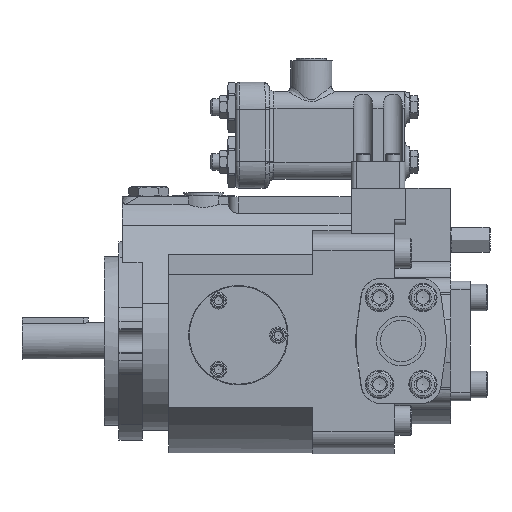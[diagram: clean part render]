
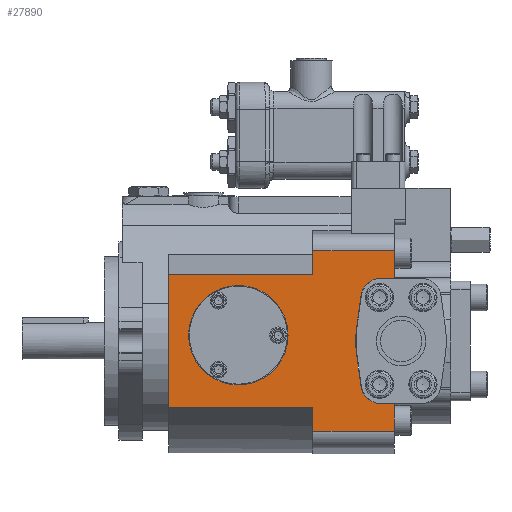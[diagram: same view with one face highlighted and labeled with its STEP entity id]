
A CAD part, left-side view. The second image highlights one B-rep face of the part: STEP entity #27890.
In plain terms, the highlighted planar face has unit normal (-1, 0, 0).
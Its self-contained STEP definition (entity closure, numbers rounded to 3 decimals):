
#1408=CIRCLE('',#29215,30.);
#1455=CIRCLE('',#29297,12.);
#1456=CIRCLE('',#29298,60.);
#1457=CIRCLE('',#29299,12.);
#2537=ORIENTED_EDGE('',*,*,#7815,.F.);
#2538=ORIENTED_EDGE('',*,*,#7902,.F.);
#2539=ORIENTED_EDGE('',*,*,#7891,.F.);
#2540=ORIENTED_EDGE('',*,*,#7909,.T.);
#2541=ORIENTED_EDGE('',*,*,#7942,.T.);
#2542=ORIENTED_EDGE('',*,*,#7940,.T.);
#2543=ORIENTED_EDGE('',*,*,#7943,.F.);
#2544=ORIENTED_EDGE('',*,*,#7944,.T.);
#2545=ORIENTED_EDGE('',*,*,#7945,.T.);
#2546=ORIENTED_EDGE('',*,*,#7946,.T.);
#2547=ORIENTED_EDGE('',*,*,#7947,.T.);
#2548=ORIENTED_EDGE('',*,*,#7948,.T.);
#2549=ORIENTED_EDGE('',*,*,#7949,.T.);
#2550=ORIENTED_EDGE('',*,*,#7950,.T.);
#2551=ORIENTED_EDGE('',*,*,#7951,.F.);
#2552=ORIENTED_EDGE('',*,*,#7952,.F.);
#2553=ORIENTED_EDGE('',*,*,#7953,.T.);
#7815=EDGE_CURVE('',#10553,#10553,#1408,.T.);
#7891=EDGE_CURVE('',#10607,#10608,#12468,.T.);
#7902=EDGE_CURVE('',#10608,#10617,#12477,.T.);
#7909=EDGE_CURVE('',#10607,#10622,#12481,.T.);
#7940=EDGE_CURVE('',#10644,#10643,#12502,.T.);
#7942=EDGE_CURVE('',#10622,#10644,#12503,.T.);
#7943=EDGE_CURVE('',#10645,#10643,#12504,.T.);
#7944=EDGE_CURVE('',#10645,#10646,#12505,.T.);
#7945=EDGE_CURVE('',#10646,#10647,#1455,.T.);
#7946=EDGE_CURVE('',#10647,#10648,#12506,.T.);
#7947=EDGE_CURVE('',#10648,#10649,#1456,.T.);
#7948=EDGE_CURVE('',#10649,#10650,#12507,.T.);
#7949=EDGE_CURVE('',#10650,#10651,#1457,.T.);
#7950=EDGE_CURVE('',#10651,#10652,#12508,.T.);
#7951=EDGE_CURVE('',#10653,#10652,#12509,.T.);
#7952=EDGE_CURVE('',#10654,#10653,#12510,.T.);
#7953=EDGE_CURVE('',#10654,#10617,#12511,.T.);
#10553=VERTEX_POINT('',#36841);
#10607=VERTEX_POINT('',#36995);
#10608=VERTEX_POINT('',#36996);
#10617=VERTEX_POINT('',#37018);
#10622=VERTEX_POINT('',#37030);
#10643=VERTEX_POINT('',#37089);
#10644=VERTEX_POINT('',#37091);
#10645=VERTEX_POINT('',#37096);
#10646=VERTEX_POINT('',#37098);
#10647=VERTEX_POINT('',#37100);
#10648=VERTEX_POINT('',#37102);
#10649=VERTEX_POINT('',#37104);
#10650=VERTEX_POINT('',#37106);
#10651=VERTEX_POINT('',#37108);
#10652=VERTEX_POINT('',#37110);
#10653=VERTEX_POINT('',#37112);
#10654=VERTEX_POINT('',#37114);
#12468=LINE('',#36994,#13613);
#12477=LINE('',#37017,#13622);
#12481=LINE('',#37031,#13626);
#12502=LINE('',#37090,#13647);
#12503=LINE('',#37094,#13648);
#12504=LINE('',#37095,#13649);
#12505=LINE('',#37097,#13650);
#12506=LINE('',#37101,#13651);
#12507=LINE('',#37105,#13652);
#12508=LINE('',#37109,#13653);
#12509=LINE('',#37111,#13654);
#12510=LINE('',#37113,#13655);
#12511=LINE('',#37115,#13656);
#13613=VECTOR('',#31516,1000.);
#13622=VECTOR('',#31533,1000.);
#13626=VECTOR('',#31545,1000.);
#13647=VECTOR('',#31600,1000.);
#13648=VECTOR('',#31605,1000.);
#13649=VECTOR('',#31606,1000.);
#13650=VECTOR('',#31607,1000.);
#13651=VECTOR('',#31610,1000.);
#13652=VECTOR('',#31613,1000.);
#13653=VECTOR('',#31616,1000.);
#13654=VECTOR('',#31617,1000.);
#13655=VECTOR('',#31618,1000.);
#13656=VECTOR('',#31619,1000.);
#14751=EDGE_LOOP('',(#2537));
#14752=EDGE_LOOP('',(#2538,#2539,#2540,#2541,#2542,#2543,#2544,#2545,#2546,
#2547,#2548,#2549,#2550,#2551,#2552,#2553));
#16455=FACE_BOUND('',#14751,.T.);
#16456=FACE_BOUND('',#14752,.T.);
#18146=PLANE('',#29296);
#27890=ADVANCED_FACE('',(#16455,#16456),#18146,.T.);
#29215=AXIS2_PLACEMENT_3D('',#36840,#31361,#31362);
#29296=AXIS2_PLACEMENT_3D('',#37093,#31603,#31604);
#29297=AXIS2_PLACEMENT_3D('',#37099,#31608,#31609);
#29298=AXIS2_PLACEMENT_3D('',#37103,#31611,#31612);
#29299=AXIS2_PLACEMENT_3D('',#37107,#31614,#31615);
#31361=DIRECTION('',(-1.,0.,0.));
#31362=DIRECTION('',(0.,0.,1.));
#31516=DIRECTION('',(0.,0.,1.));
#31533=DIRECTION('',(0.,-1.,0.));
#31545=DIRECTION('',(0.,-1.,0.));
#31600=DIRECTION('',(0.,-1.,0.));
#31603=DIRECTION('',(-1.,0.,0.));
#31604=DIRECTION('',(0.,0.,1.));
#31605=DIRECTION('',(0.,0.,-1.));
#31606=DIRECTION('',(0.,0.,-1.));
#31607=DIRECTION('',(0.,1.,0.));
#31608=DIRECTION('',(1.,0.,0.));
#31609=DIRECTION('',(0.,0.,1.));
#31610=DIRECTION('',(0.,0.139,0.99));
#31611=DIRECTION('',(1.,0.,0.));
#31612=DIRECTION('',(0.,0.,1.));
#31613=DIRECTION('',(0.,-0.139,0.99));
#31614=DIRECTION('',(1.,0.,0.));
#31615=DIRECTION('',(0.,0.,1.));
#31616=DIRECTION('',(0.,-1.,0.));
#31617=DIRECTION('',(0.,0.,-1.));
#31618=DIRECTION('',(0.,-1.,0.));
#31619=DIRECTION('',(0.,0.,-1.));
#36840=CARTESIAN_POINT('',(-72.75,68.,3.48));
#36841=CARTESIAN_POINT('',(-72.75,68.,33.48));
#36994=CARTESIAN_POINT('',(-72.75,110.,40.));
#36995=CARTESIAN_POINT('',(-72.75,110.,-40.));
#36996=CARTESIAN_POINT('',(-72.75,110.,40.));
#37017=CARTESIAN_POINT('',(-72.75,110.,40.));
#37018=CARTESIAN_POINT('',(-72.75,23.,40.));
#37030=CARTESIAN_POINT('',(-72.75,23.,-40.));
#37031=CARTESIAN_POINT('',(-72.75,110.,-40.));
#37089=CARTESIAN_POINT('',(-72.75,-26.,-54.535));
#37090=CARTESIAN_POINT('',(-72.75,23.,-54.535));
#37091=CARTESIAN_POINT('',(-72.75,23.,-54.535));
#37093=CARTESIAN_POINT('',(-72.75,23.,54.535));
#37094=CARTESIAN_POINT('',(-72.75,23.,54.535));
#37095=CARTESIAN_POINT('',(-72.75,-26.,54.535));
#37096=CARTESIAN_POINT('',(-72.75,-26.,-37.75));
#37097=CARTESIAN_POINT('',(-72.75,-26.,-37.75));
#37098=CARTESIAN_POINT('',(-72.75,-17.884,-37.75));
#37099=CARTESIAN_POINT('',(-72.75,-17.884,-25.75));
#37100=CARTESIAN_POINT('',(-72.75,-6.,-27.412));
#37101=CARTESIAN_POINT('',(-72.75,4.858,50.219));
#37102=CARTESIAN_POINT('',(-72.75,-3.328,-8.311));
#37103=CARTESIAN_POINT('',(-72.75,-62.75,0.));
#37104=CARTESIAN_POINT('',(-72.75,-3.328,8.311));
#37105=CARTESIAN_POINT('',(-72.75,-10.104,56.758));
#37106=CARTESIAN_POINT('',(-72.75,-6.,27.412));
#37107=CARTESIAN_POINT('',(-72.75,-17.884,25.75));
#37108=CARTESIAN_POINT('',(-72.75,-17.884,37.75));
#37109=CARTESIAN_POINT('',(-72.75,-26.,37.75));
#37110=CARTESIAN_POINT('',(-72.75,-26.,37.75));
#37111=CARTESIAN_POINT('',(-72.75,-26.,54.535));
#37112=CARTESIAN_POINT('',(-72.75,-26.,54.535));
#37113=CARTESIAN_POINT('',(-72.75,23.,54.535));
#37114=CARTESIAN_POINT('',(-72.75,23.,54.535));
#37115=CARTESIAN_POINT('',(-72.75,23.,54.535));
